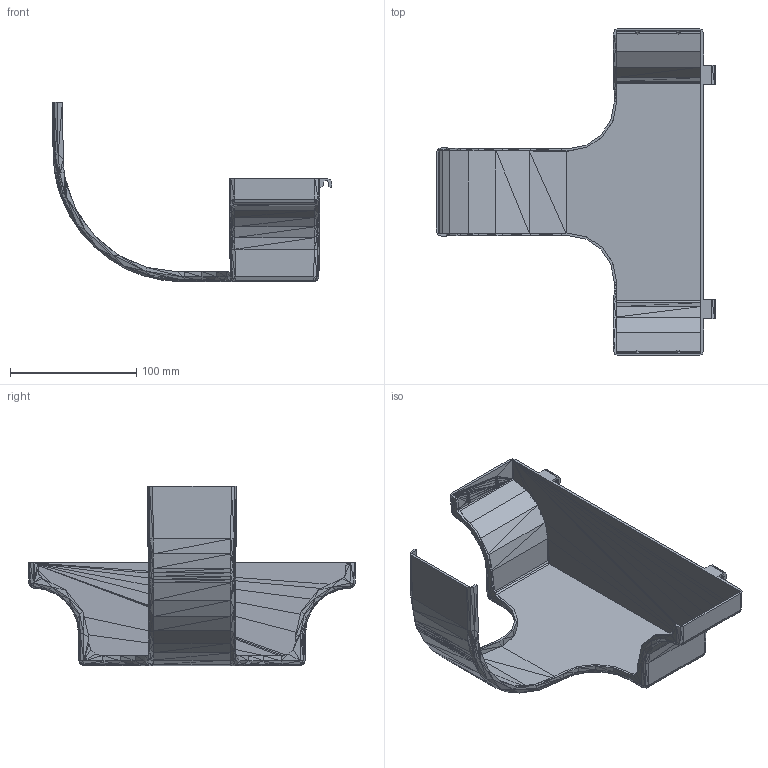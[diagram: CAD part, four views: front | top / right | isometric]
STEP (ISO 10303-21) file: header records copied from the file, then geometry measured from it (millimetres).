
FILE_DESCRIPTION(('FreeCAD Model'),'2;1');
FILE_NAME('Open CASCADE Shape Model','2022-12-06T13:48:55',('Author'),( ''),'Open CASCADE STEP processor 7.6','FreeCAD','Unknown');
FILE_SCHEMA(('AUTOMOTIVE_DESIGN { 1 0 10303 214 1 1 1 1 }'));
Length unit declared in the file: millimetre
Products named in the file (1): DS_060_38065___________________________________________________________
_______________________60mm_cable_exit_cover001001 (Solid)
Bounding box: 221.74 x 259.59 x 142.51 mm (x, y, z)
Volume: 118793.5 mm3; surface area: 129924.7 mm2
Topology: 1 solids, 1 shells, 1053 faces, 1731 edges, 680 vertices
Faces by surface type: plane 1053
Entity records: 44434 total; most frequent: DIRECTION 7301, CARTESIAN_POINT 6927, LINE 5193, VECTOR 5193, ORIENTED_EDGE 3462, PCURVE 3462, DEFINITIONAL_REPRESENTATION 3462, EDGE_CURVE 1731
